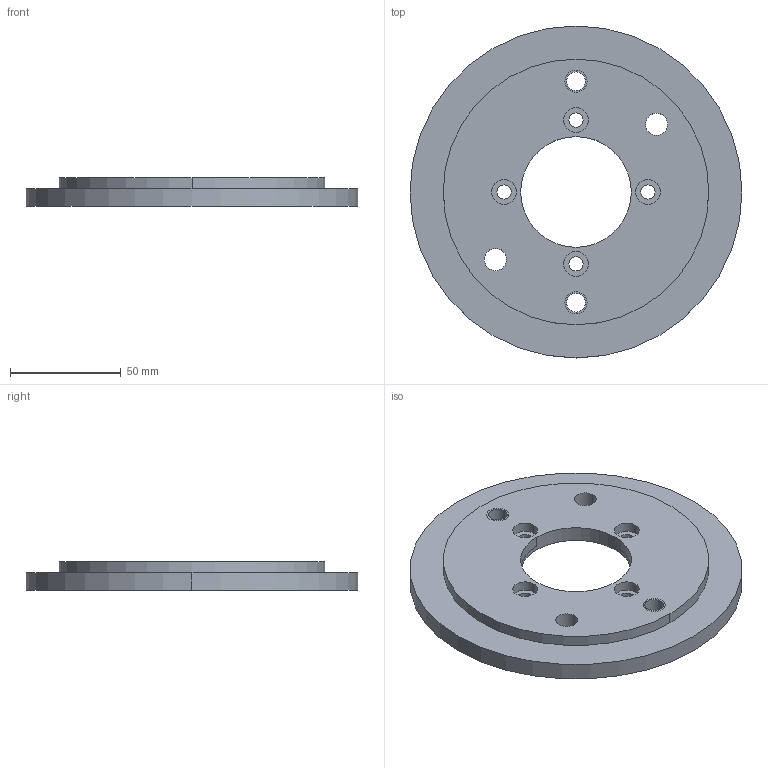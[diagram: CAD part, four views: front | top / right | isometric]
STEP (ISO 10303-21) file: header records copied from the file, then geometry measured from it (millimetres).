
FILE_DESCRIPTION((''),'2;1');
FILE_NAME('ROUE_FRICTION','2021-10-06T17:31:39',('laure'),(''),'CREO PARAMETRIC BY PTC INC, 2020281','CREO PARAMETRIC BY PTC INC, 2020281','');
FILE_SCHEMA(('CONFIG_CONTROL_DESIGN'));
Length unit declared in the file: millimetre
Products named in the file (1): ROUE_FRICTION
Bounding box: 150 x 150 x 13 mm (x, y, z)
Volume: 148277.4 mm3; surface area: 41896.2 mm2
Topology: 1 solids, 3 shells, 46 faces, 116 edges, 78 vertices
Faces by surface type: cylinder 36, plane 8, cone 2
Entity records: 1509 total; most frequent: DIRECTION 286, CARTESIAN_POINT 241, ORIENTED_EDGE 224, AXIS2_PLACEMENT_3D 123, EDGE_CURVE 116, VERTEX_POINT 78, CIRCLE 76, EDGE_LOOP 70
